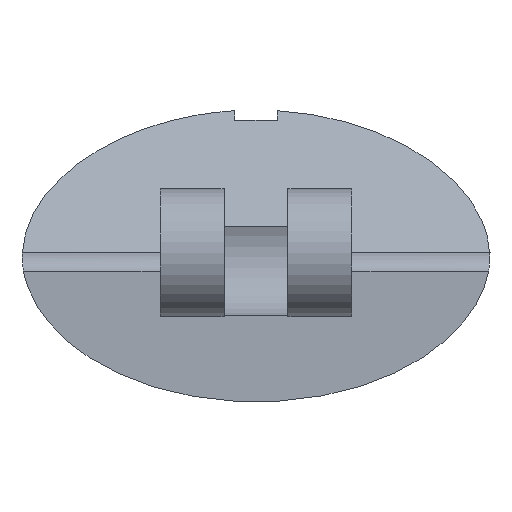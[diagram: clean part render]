
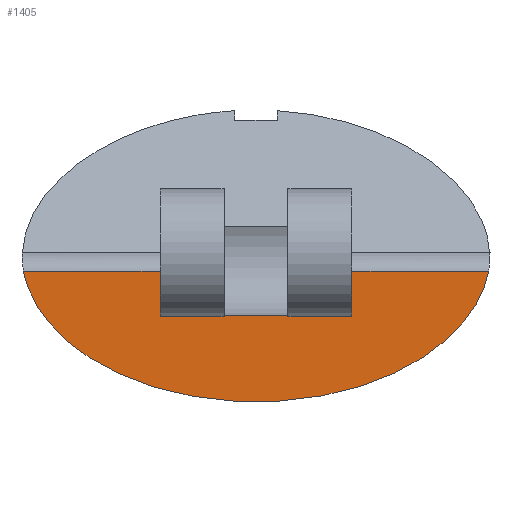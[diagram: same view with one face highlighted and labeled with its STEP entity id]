
A CAD part, front view. The second image highlights one B-rep face of the part: STEP entity #1405.
In plain terms, the highlighted planar face has unit normal (0, -1, 0).
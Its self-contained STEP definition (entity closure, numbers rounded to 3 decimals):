
#48 = CARTESIAN_POINT ( 'NONE',  ( 8.75, 0., -11.917 ) ) ;
#64 = EDGE_CURVE ( 'NONE', #373, #723, #1614, .T. ) ;
#96 = VERTEX_POINT ( 'NONE', #1902 ) ;
#160 = LINE ( 'NONE', #1644, #1377 ) ;
#247 = VERTEX_POINT ( 'NONE', #1021 ) ;
#283 = DIRECTION ( 'NONE',  ( 0., 0., -1. ) ) ;
#373 = VERTEX_POINT ( 'NONE', #1555 ) ;
#403 = ORIENTED_EDGE ( 'NONE', *, *, #799, .F. ) ;
#424 = CARTESIAN_POINT ( 'NONE',  ( -10.916, 0., -0.866 ) ) ;
#436 = CARTESIAN_POINT ( 'NONE',  ( 4.5, 0., -2.958 ) ) ;
#509 = DIRECTION ( 'NONE',  ( 1., 0., 0. ) ) ;
#601 = DIRECTION ( 'NONE',  ( 1., 0., 0. ) ) ;
#611 = FACE_OUTER_BOUND ( 'NONE', #1460, .T. ) ;
#654 = VECTOR ( 'NONE', #1809, 1000. ) ;
#723 = VERTEX_POINT ( 'NONE', #1580 ) ;
#740 = VECTOR ( 'NONE', #283, 1000. ) ;
#750 = DIRECTION ( 'NONE',  ( 0., 0., 1. ) ) ;
#799 = EDGE_CURVE ( 'NONE', #96, #247, #1628, .T. ) ;
#816 = EDGE_CURVE ( 'NONE', #1019, #1499, #1618, .T. ) ;
#824 = ORIENTED_EDGE ( 'NONE', *, *, #1884, .F. ) ;
#873 = VECTOR ( 'NONE', #1855, 1000. ) ;
#911 =( BOUNDED_CURVE ( )  B_SPLINE_CURVE ( 3, ( #1066, #48, #1846, #1094 ),
 .UNSPECIFIED., .F., .F. ) 
 B_SPLINE_CURVE_WITH_KNOTS ( ( 4, 4 ),
 ( 0.124, 3.018 ),
 .UNSPECIFIED. ) 
 CURVE ( )  GEOMETRIC_REPRESENTATION_ITEM ( )  RATIONAL_B_SPLINE_CURVE ( ( 1., 0.416, 0.416, 1. ) ) 
 REPRESENTATION_ITEM ( '' )  );
#963 = VECTOR ( 'NONE', #1661, 1000. ) ;
#971 = CARTESIAN_POINT ( 'NONE',  ( 1.5, 0., -2.958 ) ) ;
#1003 = VERTEX_POINT ( 'NONE', #1945 ) ;
#1019 = VERTEX_POINT ( 'NONE', #1384 ) ;
#1021 = CARTESIAN_POINT ( 'NONE',  ( -4.5, 0., -2.958 ) ) ;
#1036 = LINE ( 'NONE', #436, #654 ) ;
#1061 = VECTOR ( 'NONE', #1760, 1000. ) ;
#1066 = CARTESIAN_POINT ( 'NONE',  ( 10.916, 0., -0.866 ) ) ;
#1094 = CARTESIAN_POINT ( 'NONE',  ( -10.916, 0., -0.866 ) ) ;
#1123 = AXIS2_PLACEMENT_3D ( 'NONE', #1494, #1203, #750 ) ;
#1145 = ORIENTED_EDGE ( 'NONE', *, *, #1887, .F. ) ;
#1203 = DIRECTION ( 'NONE',  ( 0., 1., 0. ) ) ;
#1223 = LINE ( 'NONE', #1234, #873 ) ;
#1234 = CARTESIAN_POINT ( 'NONE',  ( 14.5, 0., -0.866 ) ) ;
#1279 = ORIENTED_EDGE ( 'NONE', *, *, #1439, .T. ) ;
#1314 = CARTESIAN_POINT ( 'NONE',  ( -4.5, 0., 0. ) ) ;
#1339 = CARTESIAN_POINT ( 'NONE',  ( 4.5, 0., -0.866 ) ) ;
#1366 = EDGE_CURVE ( 'NONE', #1400, #96, #160, .T. ) ;
#1377 = VECTOR ( 'NONE', #601, 1000. ) ;
#1384 = CARTESIAN_POINT ( 'NONE',  ( 4.5, 0., -2.958 ) ) ;
#1400 = VERTEX_POINT ( 'NONE', #424 ) ;
#1405 = ADVANCED_FACE ( 'NONE', ( #611 ), #1635, .F. ) ;
#1439 = EDGE_CURVE ( 'NONE', #373, #247, #1516, .T. ) ;
#1460 = EDGE_LOOP ( 'NONE', ( #1512, #824, #1145, #1716, #1481, #1813, #1279, #403 ) ) ;
#1477 = EDGE_CURVE ( 'NONE', #723, #1019, #1036, .T. ) ;
#1481 = ORIENTED_EDGE ( 'NONE', *, *, #1477, .F. ) ;
#1494 = CARTESIAN_POINT ( 'NONE',  ( 0., 0., 0. ) ) ;
#1499 = VERTEX_POINT ( 'NONE', #1339 ) ;
#1512 = ORIENTED_EDGE ( 'NONE', *, *, #1366, .F. ) ;
#1516 = LINE ( 'NONE', #1934, #963 ) ;
#1555 = CARTESIAN_POINT ( 'NONE',  ( -1.5, 0., -2.958 ) ) ;
#1580 = CARTESIAN_POINT ( 'NONE',  ( 1.5, 0., -2.958 ) ) ;
#1614 = LINE ( 'NONE', #971, #1849 ) ;
#1618 = LINE ( 'NONE', #1918, #1061 ) ;
#1628 = LINE ( 'NONE', #1314, #740 ) ;
#1635 = PLANE ( 'NONE',  #1123 ) ;
#1644 = CARTESIAN_POINT ( 'NONE',  ( 14.5, 0., -0.866 ) ) ;
#1661 = DIRECTION ( 'NONE',  ( -1., 0., 0. ) ) ;
#1716 = ORIENTED_EDGE ( 'NONE', *, *, #816, .F. ) ;
#1760 = DIRECTION ( 'NONE',  ( 0., 0., 1. ) ) ;
#1809 = DIRECTION ( 'NONE',  ( 1., 0., 0. ) ) ;
#1813 = ORIENTED_EDGE ( 'NONE', *, *, #64, .F. ) ;
#1846 = CARTESIAN_POINT ( 'NONE',  ( -8.75, 0., -11.917 ) ) ;
#1849 = VECTOR ( 'NONE', #509, 1000. ) ;
#1855 = DIRECTION ( 'NONE',  ( 1., 0., 0. ) ) ;
#1884 = EDGE_CURVE ( 'NONE', #1003, #1400, #911, .T. ) ;
#1887 = EDGE_CURVE ( 'NONE', #1499, #1003, #1223, .T. ) ;
#1902 = CARTESIAN_POINT ( 'NONE',  ( -4.5, 0., -0.866 ) ) ;
#1918 = CARTESIAN_POINT ( 'NONE',  ( 4.5, 0., 0. ) ) ;
#1934 = CARTESIAN_POINT ( 'NONE',  ( -4.5, 0., -2.958 ) ) ;
#1945 = CARTESIAN_POINT ( 'NONE',  ( 10.916, 0., -0.866 ) ) ;
